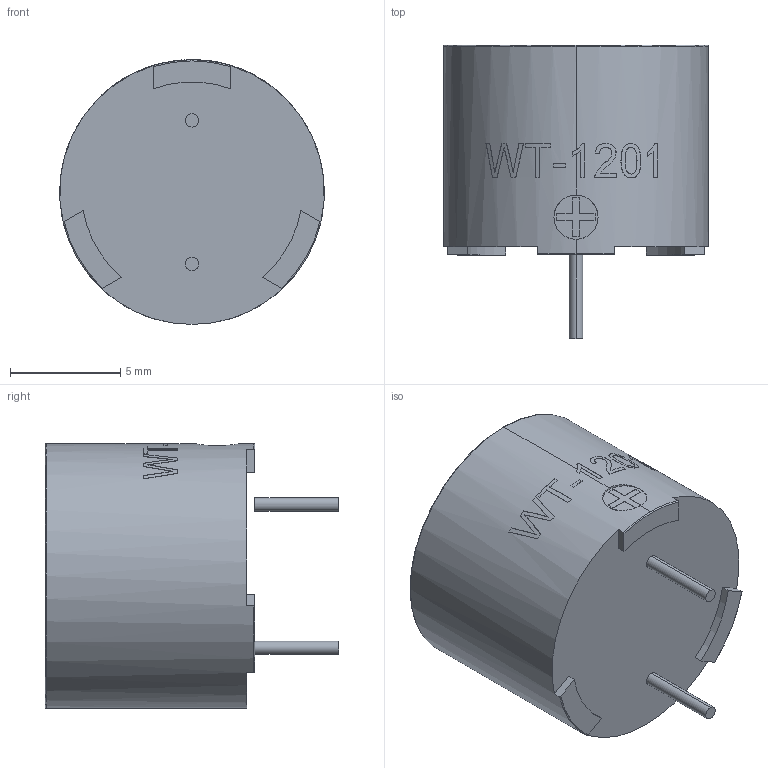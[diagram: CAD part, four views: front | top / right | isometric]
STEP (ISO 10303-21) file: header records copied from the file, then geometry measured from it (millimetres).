
FILE_DESCRIPTION (( 'STEP AP203' ), '1' );
FILE_NAME ('WT-1201.STEP', '2016-11-28T20:17:59', ( 'Gem' ), ( '' ), 'SwSTEP 2.0', 'SolidWorks 2013', '' );
FILE_SCHEMA (( 'CONFIG_CONTROL_DESIGN' ));
Length unit declared in the file: millimetre
Products named in the file (1): WT-1201
Bounding box: 12 x 13.3 x 12.01 mm (x, y, z)
Volume: 1034.4 mm3; surface area: 605.2 mm2
Topology: 4 solids, 4 shells, 125 faces, 325 edges, 216 vertices
Faces by surface type: plane 61, bspline 38, cylinder 21, torus 5
Entity records: 6595 total; most frequent: CARTESIAN_POINT 3761, ORIENTED_EDGE 650, DIRECTION 436, EDGE_CURVE 325, VERTEX_POINT 216, AXIS2_PLACEMENT_3D 159, B_SPLINE_CURVE_WITH_KNOTS 136, EDGE_LOOP 133
